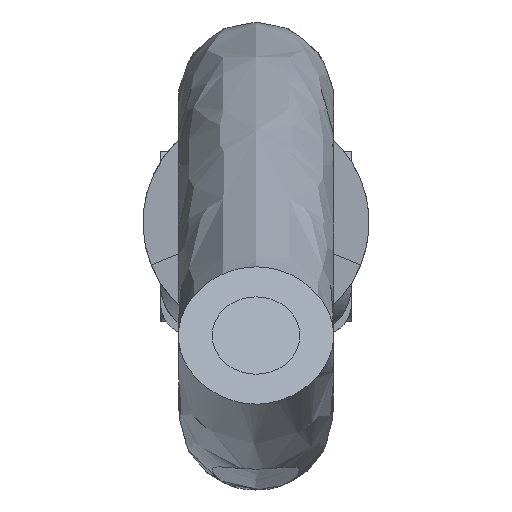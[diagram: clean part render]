
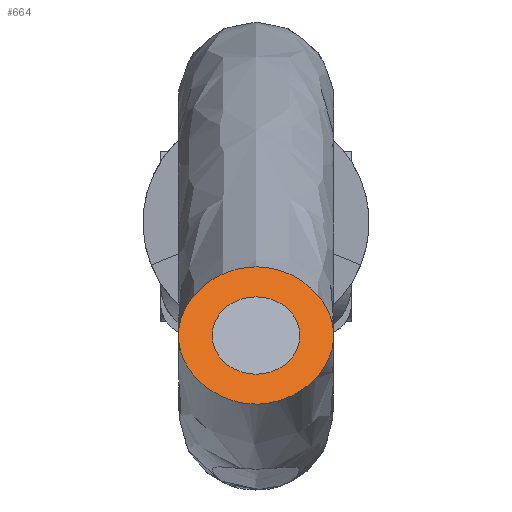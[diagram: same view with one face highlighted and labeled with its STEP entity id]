
A CAD part, front view. The second image highlights one B-rep face of the part: STEP entity #664.
In plain terms, the highlighted planar face has unit normal (0, -0.883, 0.469).
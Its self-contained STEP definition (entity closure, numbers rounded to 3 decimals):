
#583=B_SPLINE_CURVE_WITH_KNOTS('',3,(#3362,#3363,#3364,#3365,#3366,#3367,
#3368,#3369,#3370,#3371,#3372,#3373,#3374),.UNSPECIFIED.,.T.,.F.,(1,3,3,
3,3,3,1),(-0.25,0.,0.25,0.5,0.75,1.,1.25),.UNSPECIFIED.);
#656=FACE_BOUND('',#999,.T.);
#657=FACE_BOUND('',#1000,.T.);
#664=ADVANCED_FACE('',(#656,#657),#802,.T.);
#802=PLANE('',#2569);
#999=EDGE_LOOP('',(#1141));
#1000=EDGE_LOOP('',(#1142));
#1141=ORIENTED_EDGE('',*,*,#2104,.T.);
#1142=ORIENTED_EDGE('',*,*,#2105,.T.);
#1872=VERTEX_POINT('',#3360);
#1873=VERTEX_POINT('',#3375);
#2104=EDGE_CURVE('',#1872,#1872,#2470,.T.);
#2105=EDGE_CURVE('',#1873,#1873,#583,.T.);
#2470=CIRCLE('',#2567,0.31);
#2567=AXIS2_PLACEMENT_3D('',#3359,#2760,#2761);
#2569=AXIS2_PLACEMENT_3D('',#3376,#2764,#2765);
#2760=DIRECTION('',(0.,0.883,-0.47));
#2761=DIRECTION('',(0.,-0.47,-0.883));
#2764=DIRECTION('',(0.,-0.883,0.47));
#2765=DIRECTION('',(0.,-0.47,-0.883));
#3359=CARTESIAN_POINT('',(0.,-17.807,0.));
#3360=CARTESIAN_POINT('',(0.,-17.953,-0.274));
#3362=CARTESIAN_POINT('',(0.,-17.549,0.486));
#3363=CARTESIAN_POINT('',(-0.292,-17.549,0.485));
#3364=CARTESIAN_POINT('',(-0.55,-17.671,0.256));
#3365=CARTESIAN_POINT('',(-0.55,-17.807,0.));
#3366=CARTESIAN_POINT('',(-0.55,-17.943,-0.256));
#3367=CARTESIAN_POINT('',(-0.29,-18.065,-0.485));
#3368=CARTESIAN_POINT('',(0.,-18.065,-0.486));
#3369=CARTESIAN_POINT('',(0.29,-18.066,-0.486));
#3370=CARTESIAN_POINT('',(0.55,-17.943,-0.256));
#3371=CARTESIAN_POINT('',(0.55,-17.807,0.));
#3372=CARTESIAN_POINT('',(0.55,-17.671,0.256));
#3373=CARTESIAN_POINT('',(0.291,-17.549,0.486));
#3374=CARTESIAN_POINT('',(0.,-17.549,0.486));
#3375=CARTESIAN_POINT('',(0.,-17.549,0.486));
#3376=CARTESIAN_POINT('',(-0.983,-17.535,0.512));
